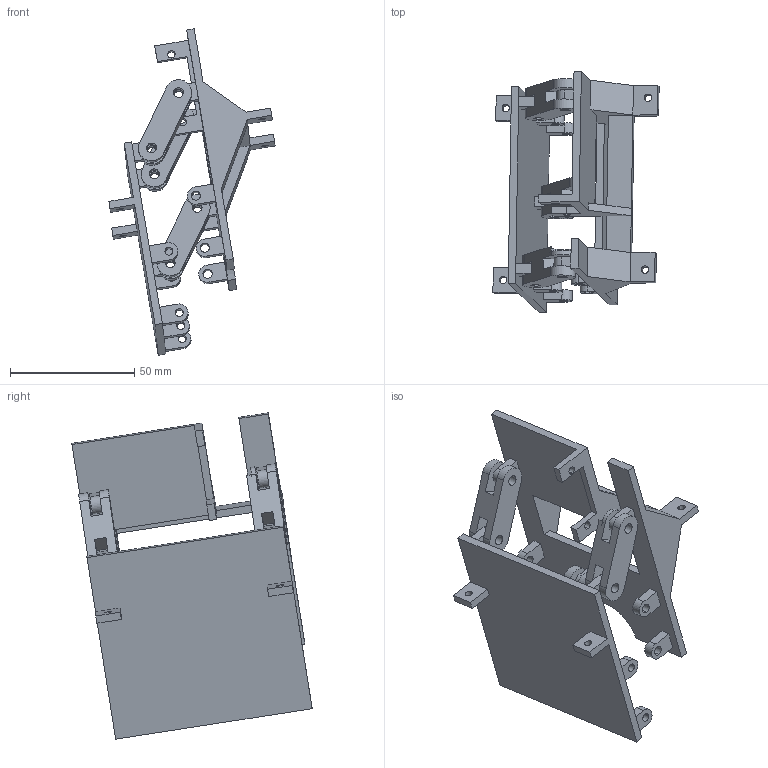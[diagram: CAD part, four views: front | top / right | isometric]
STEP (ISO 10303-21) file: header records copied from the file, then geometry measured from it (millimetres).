
FILE_DESCRIPTION(('CATIA V5 STEP Exchange'),'2;1');
FILE_NAME('Asemblage1.1.stp','2019-02-19T13:20:43+00:00',('none'),('none'),'CATIA Version 5 Release 21 GA (IN-10)','CATIA V5 STEP AP203','none');
FILE_SCHEMA(('CONFIG_CONTROL_DESIGN'));
Length unit declared in the file: millimetre
Products named in the file (1): Product1
Assembly tree (5 placements, depth 2):
  Product1
    #58
    #807  x2
    #1476
    #3550
Bounding box: 66.88 x 96.69 x 131.34 mm (x, y, z)
Volume: 59598 mm3; surface area: 40832.4 mm2
Topology: 5 solids, 5 shells, 242 faces, 646 edges, 430 vertices
Faces by surface type: plane 146, cylinder 96
Entity records: 6369 total; most frequent: ORIENTED_EDGE 1172, CARTESIAN_POINT 1090, DIRECTION 814, EDGE_CURVE 586, VECTOR 417, LINE 417, VERTEX_POINT 385, EDGE_LOOP 293
